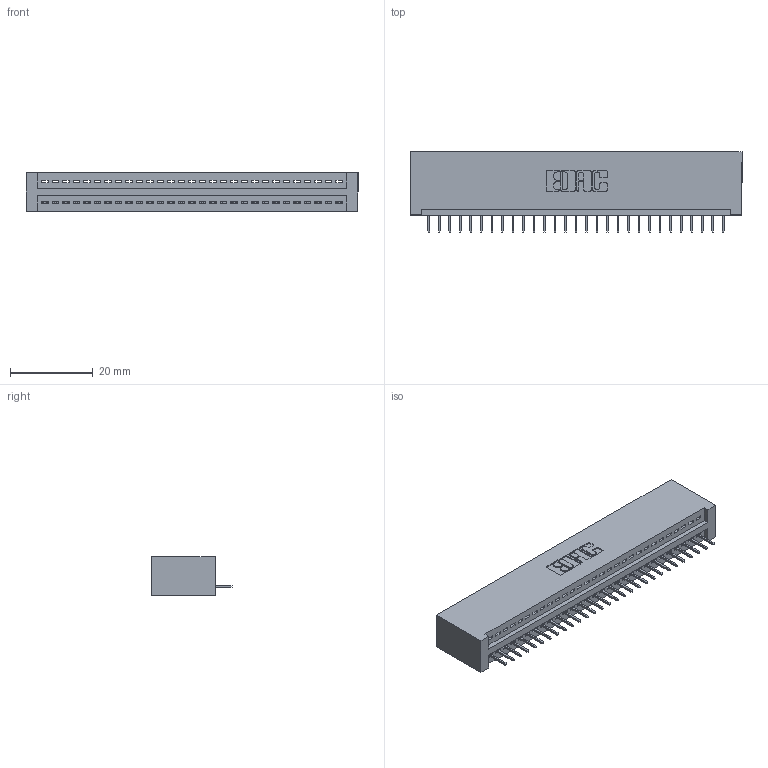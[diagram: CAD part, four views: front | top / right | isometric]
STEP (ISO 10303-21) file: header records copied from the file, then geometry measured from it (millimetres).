
FILE_DESCRIPTION (( 'STEP AP203' ), '1' );
FILE_NAME ('345-029-524-101.STEP', '2018-08-23T01:15:29', ( '' ), ( '' ), 'SwSTEP 2.0', 'SolidWorks 2016', '' );
FILE_SCHEMA (( 'CONFIG_CONTROL_DESIGN' ));
Length unit declared in the file: inch
Products named in the file (3): 345-029-524-101; 345 Part_No Mounting Lugs; 345-292-001_345-293-124
Assembly tree (30 placements, depth 2):
  345-029-524-101
    345 Part_No Mounting Lugs
    345-292-001_345-293-124  x29
Bounding box: 80.26 x 19.35 x 9.4 mm (x, y, z)
Volume: 7986.9 mm3; surface area: 10261 mm2
Topology: 30 solids, 30 shells, 1916 faces, 5537 edges, 3574 vertices
Faces by surface type: plane 1410, cylinder 506
Entity records: 23373 total; most frequent: CARTESIAN_POINT 4055, ORIENTED_EDGE 4018, DIRECTION 3555, EDGE_CURVE 2009, LINE 1773, VECTOR 1773, VERTEX_POINT 1334, AXIS2_PLACEMENT_3D 891
